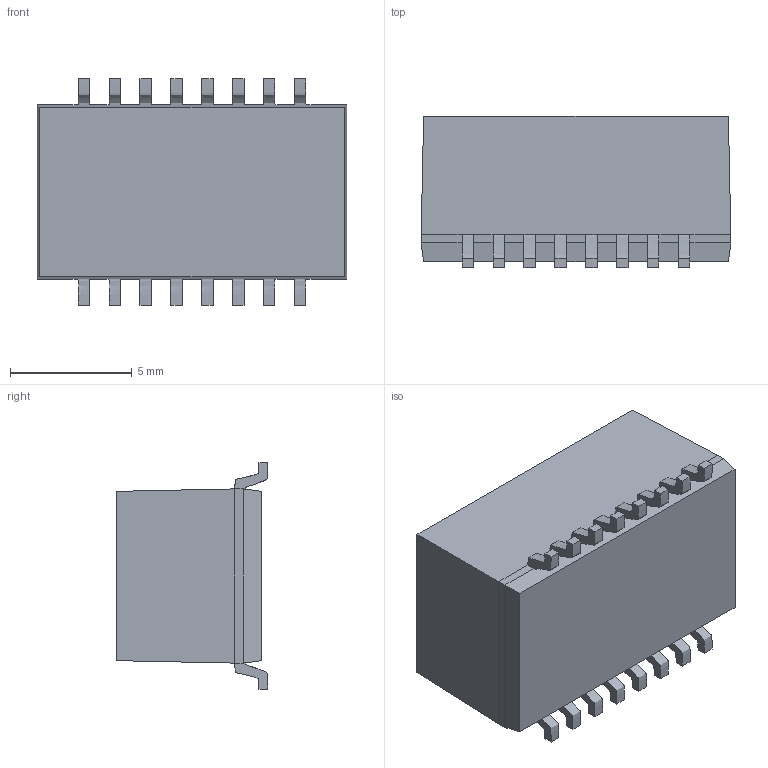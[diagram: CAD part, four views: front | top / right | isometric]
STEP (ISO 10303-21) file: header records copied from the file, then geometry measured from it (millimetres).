
FILE_DESCRIPTION(('FreeCAD Model'),'2;1');
FILE_NAME('Open CASCADE Shape Model','2024-05-09T13:26:10',( 'kicad StepUp'),('ksu MCAD'),'Open CASCADE STEP processor 7.6', 'FreeCAD','Unknown');
FILE_SCHEMA(('AUTOMOTIVE_DESIGN { 1 0 10303 214 1 1 1 1 }'));
Length unit declared in the file: millimetre
Products named in the file (1): Fusion
Bounding box: 12.71 x 6.2 x 9.3 mm (x, y, z)
Volume: 534.5 mm3; surface area: 454.8 mm2
Topology: 1 solids, 1 shells, 112 faces, 289 edges, 180 vertices
Faces by surface type: plane 79, extrusion 32, cylinder 1
Full cylindrical faces by diameter (mm): 0.75 x1
Entity records: 5813 total; most frequent: CARTESIAN_POINT 2423, ORIENTED_EDGE 578, DIRECTION 422, EDGE_CURVE 289, VECTOR 252, LINE 220, VERTEX_POINT 180, FACE_BOUND 113
